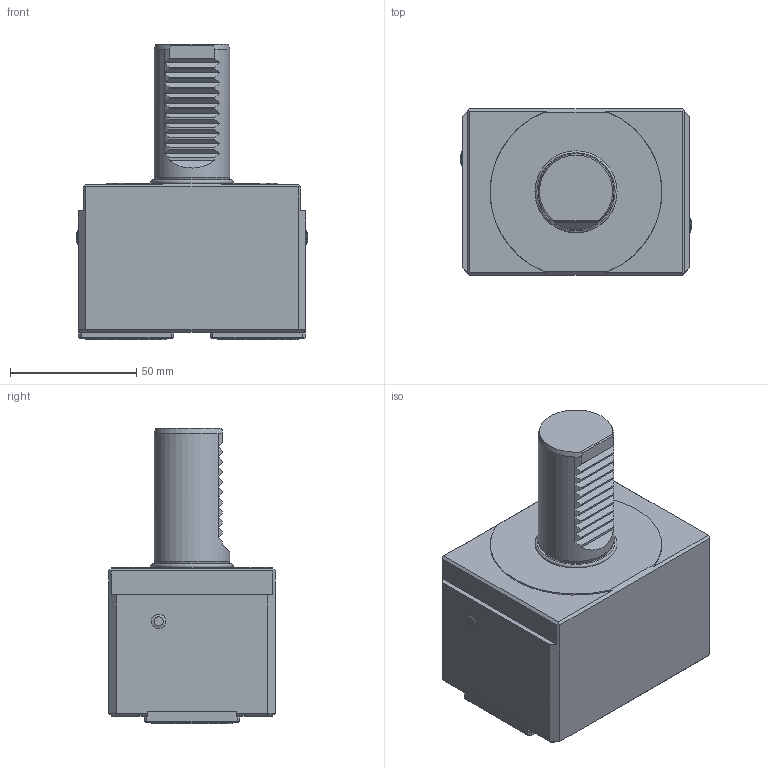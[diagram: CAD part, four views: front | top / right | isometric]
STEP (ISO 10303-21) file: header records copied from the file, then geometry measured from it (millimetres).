
FILE_DESCRIPTION(/* description */ (''),/* implementation_level */ '2;1');
FILE_NAME(/* name */ '1618412643110.stp',/* time_stamp */ '2021-04-14T17:04:10+02:00',/* author */ (''),/* organization */ ('SMS'),/* preprocessor_version */ 'ST-DEVELOPER v16.7',/* originating_system */ 'SIEMENS PLM Software NX 12.0',/* authorisation */ '');
FILE_SCHEMA (('AUTOMOTIVE_DESIGN { 1 0 10303 214 3 1 1 1 }'));
Length unit declared in the file: millimetre
Products named in the file (1): 203474588mod000_00
Bounding box: 91.13 x 66 x 117 mm (x, y, z)
Volume: 374760.3 mm3; surface area: 39916.6 mm2
Topology: 1 solids, 1 shells, 199 faces, 512 edges, 337 vertices
Faces by surface type: plane 149, cylinder 33, sphere 10, torus 3, bspline 2, cone 2
Full cylindrical faces by diameter (mm): 2 x2, 5.7 x2, 25.2 x2, 30 x1, 32 x2
Entity records: 6116 total; most frequent: CARTESIAN_POINT 1439, DIRECTION 955, ORIENTED_EDGE 924, EDGE_CURVE 462, AXIS2_PLACEMENT_3D 323, VERTEX_POINT 318, LINE 309, VECTOR 309
